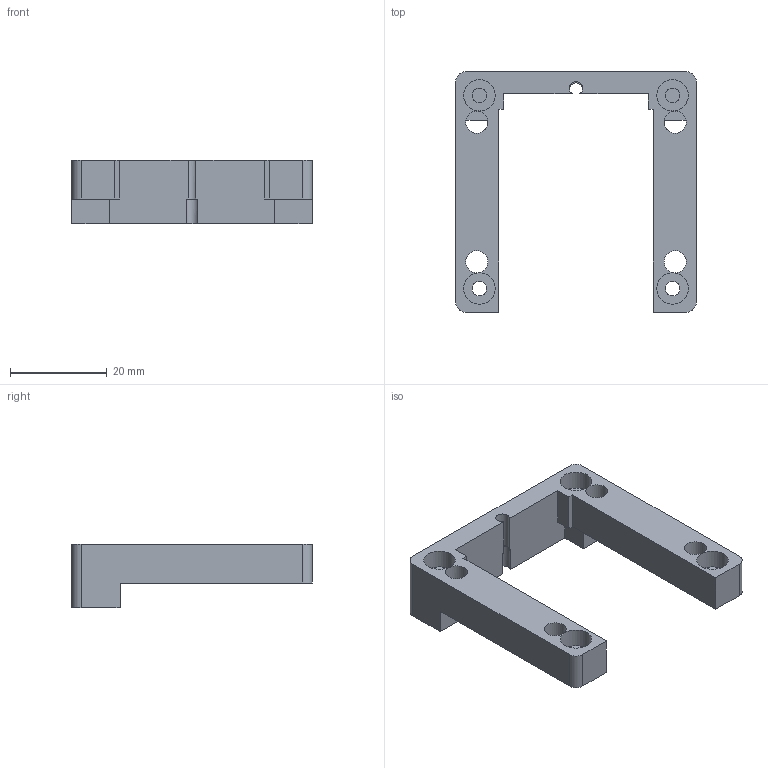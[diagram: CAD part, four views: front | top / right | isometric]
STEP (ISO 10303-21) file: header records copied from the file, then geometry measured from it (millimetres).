
FILE_DESCRIPTION(/* description */ (''),/* implementation_level */ '2;1');
FILE_NAME(/* name */ '30_Linear_Stage_NEMA11_China_lid_standing.ipt.step',/* time_stamp */ '2022-11-29T08:23:10+01:00',/* author */ ('wanghaoran'),/* organization */ (''),/* preprocessor_version */ 'ST-DEVELOPER v18.1',/* originating_system */ 'Autodesk Inventor 2022',/* authorisation */ '');
FILE_SCHEMA (('AUTOMOTIVE_DESIGN { 1 0 10303 214 3 1 1 }'));
Length unit declared in the file: millimetre
Products named in the file (1): 30_Linear_Stage_NEMA11_China_lid_standing
Bounding box: 49.8 x 49.8 x 13.1 mm (x, y, z)
Volume: 8611.3 mm3; surface area: 5875.2 mm2
Topology: 1 solids, 1 shells, 50 faces, 126 edges, 82 vertices
Faces by surface type: plane 32, cylinder 18
Full cylindrical faces by diameter (mm): 3 x4, 4.6 x4, 6.5 x4
Entity records: 1571 total; most frequent: DIRECTION 272, CARTESIAN_POINT 259, ORIENTED_EDGE 252, EDGE_CURVE 126, AXIS2_PLACEMENT_3D 95, LINE 82, VECTOR 82, VERTEX_POINT 82
